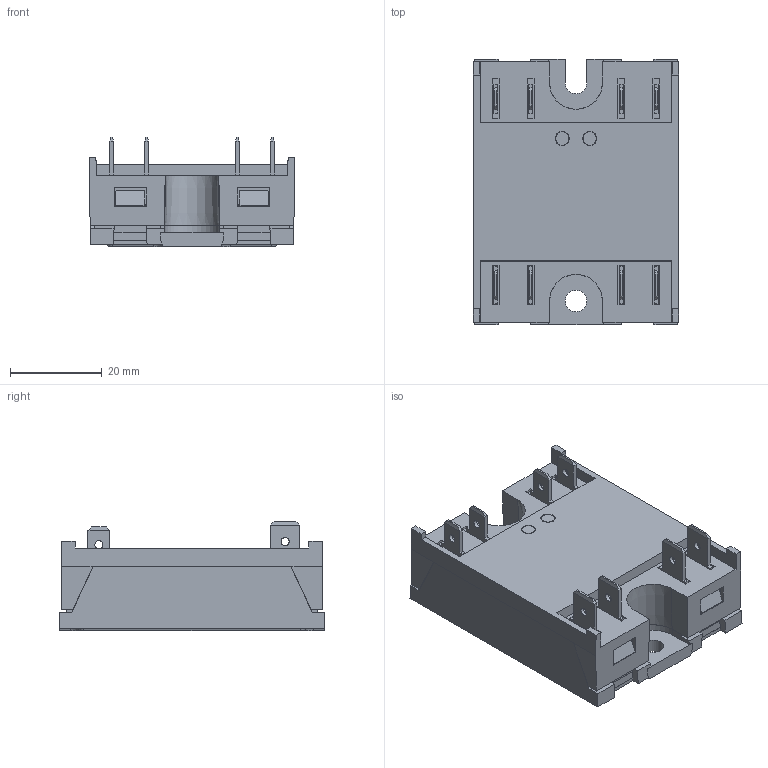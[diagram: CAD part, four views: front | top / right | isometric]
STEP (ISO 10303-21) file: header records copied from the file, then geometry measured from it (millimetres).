
FILE_DESCRIPTION(/* description */ (''),/* implementation_level */ '2;1');
FILE_NAME(/* name */ '20 28 600 A.stp',/* time_stamp */ '2021-02-02T10:19:02+01:00',/* author */ ('ysicot'),/* organization */ (''),/* preprocessor_version */ 'ST-DEVELOPER v17',/* originating_system */ 'Autodesk Inventor 2018',/* authorisation */ '');
FILE_SCHEMA (('CONFIG_CONTROL_DESIGN'));
Length unit declared in the file: millimetre
Products named in the file (1): SOB5 Crouzet
Bounding box: 44.8 x 58 x 23.8 mm (x, y, z)
Volume: 39566.7 mm3; surface area: 13388.3 mm2
Topology: 1 solids, 3 shells, 414 faces, 1117 edges, 726 vertices
Faces by surface type: plane 384, cone 14, cylinder 12, bspline 4
Full cylindrical faces by diameter (mm): 1.76 x8, 3.1 x2, 4.7 x1
Entity records: 13393 total; most frequent: CARTESIAN_POINT 2486, ORIENTED_EDGE 2234, DIRECTION 1987, EDGE_CURVE 1117, LINE 1037, VECTOR 1037, VERTEX_POINT 726, AXIS2_PLACEMENT_3D 475
